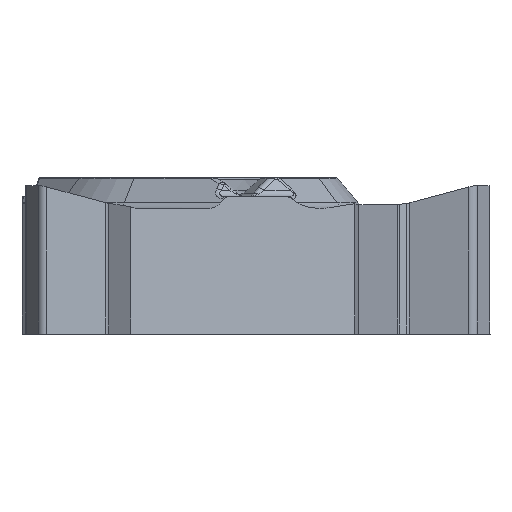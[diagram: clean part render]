
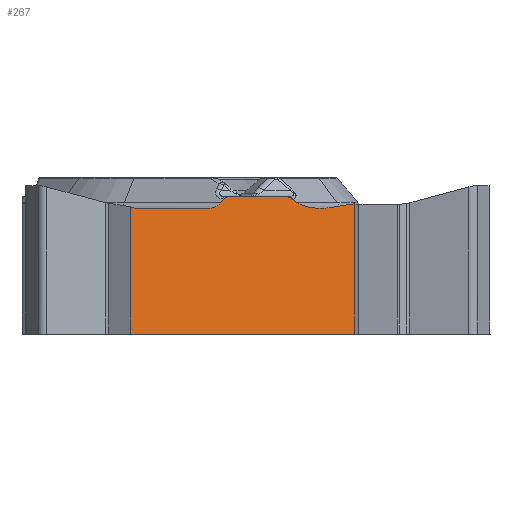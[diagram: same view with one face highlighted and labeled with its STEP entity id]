
A CAD part, front view. The second image highlights one B-rep face of the part: STEP entity #267.
In plain terms, the highlighted planar face has unit normal (0.5, -0.866, 0).
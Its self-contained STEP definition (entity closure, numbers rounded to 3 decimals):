
#267=ADVANCED_FACE('',(#519),#416,.F.);
#416=PLANE('',#3574);
#519=FACE_OUTER_BOUND('',#727,.T.);
#727=EDGE_LOOP('',(#1437,#1438,#1439,#1440,#1441,#1442,#1443,#1444,#1445,
#1446,#1447,#1448,#1449,#1450,#1451,#1452));
#920=CIRCLE('',#3573,0.415);
#1039=ELLIPSE('',#3568,0.83,0.415);
#1040=ELLIPSE('',#3569,0.83,0.415);
#1041=ELLIPSE('',#3570,0.3,0.15);
#1042=ELLIPSE('',#3571,0.177,0.15);
#1043=ELLIPSE('',#3572,0.489,0.415);
#1437=ORIENTED_EDGE('',*,*,#2598,.T.);
#1438=ORIENTED_EDGE('',*,*,#2599,.T.);
#1439=ORIENTED_EDGE('',*,*,#2600,.T.);
#1440=ORIENTED_EDGE('',*,*,#2601,.T.);
#1441=ORIENTED_EDGE('',*,*,#2602,.T.);
#1442=ORIENTED_EDGE('',*,*,#2603,.F.);
#1443=ORIENTED_EDGE('',*,*,#2604,.T.);
#1444=ORIENTED_EDGE('',*,*,#2605,.T.);
#1445=ORIENTED_EDGE('',*,*,#2606,.F.);
#1446=ORIENTED_EDGE('',*,*,#2466,.T.);
#1447=ORIENTED_EDGE('',*,*,#2607,.F.);
#1448=ORIENTED_EDGE('',*,*,#2608,.T.);
#1449=ORIENTED_EDGE('',*,*,#2609,.T.);
#1450=ORIENTED_EDGE('',*,*,#2610,.F.);
#1451=ORIENTED_EDGE('',*,*,#2611,.T.);
#1452=ORIENTED_EDGE('',*,*,#2612,.T.);
#2152=VERTEX_POINT('',#5299);
#2153=VERTEX_POINT('',#5301);
#2231=VERTEX_POINT('',#6048);
#2232=VERTEX_POINT('',#6049);
#2233=VERTEX_POINT('',#6051);
#2234=VERTEX_POINT('',#6053);
#2235=VERTEX_POINT('',#6055);
#2236=VERTEX_POINT('',#6057);
#2237=VERTEX_POINT('',#6059);
#2238=VERTEX_POINT('',#6061);
#2239=VERTEX_POINT('',#6063);
#2240=VERTEX_POINT('',#6066);
#2241=VERTEX_POINT('',#6068);
#2242=VERTEX_POINT('',#6070);
#2243=VERTEX_POINT('',#6072);
#2244=VERTEX_POINT('',#6074);
#2466=EDGE_CURVE('',#2153,#2152,#2934,.T.);
#2598=EDGE_CURVE('',#2231,#2232,#2974,.T.);
#2599=EDGE_CURVE('',#2232,#2233,#2975,.T.);
#2600=EDGE_CURVE('',#2233,#2234,#2976,.T.);
#2601=EDGE_CURVE('',#2234,#2235,#2977,.T.);
#2602=EDGE_CURVE('',#2235,#2236,#1039,.T.);
#2603=EDGE_CURVE('',#2237,#2236,#2978,.T.);
#2604=EDGE_CURVE('',#2237,#2238,#1040,.T.);
#2605=EDGE_CURVE('',#2238,#2239,#2979,.T.);
#2606=EDGE_CURVE('',#2153,#2239,#1041,.T.);
#2607=EDGE_CURVE('',#2240,#2152,#1042,.T.);
#2608=EDGE_CURVE('',#2240,#2241,#2980,.T.);
#2609=EDGE_CURVE('',#2241,#2242,#1043,.T.);
#2610=EDGE_CURVE('',#2243,#2242,#2981,.T.);
#2611=EDGE_CURVE('',#2243,#2244,#920,.T.);
#2612=EDGE_CURVE('',#2244,#2231,#2982,.T.);
#2934=LINE('',#5300,#3162);
#2974=LINE('',#6047,#3202);
#2975=LINE('',#6050,#3203);
#2976=LINE('',#6052,#3204);
#2977=LINE('',#6054,#3205);
#2978=LINE('',#6058,#3206);
#2979=LINE('',#6062,#3207);
#2980=LINE('',#6067,#3208);
#2981=LINE('',#6071,#3209);
#2982=LINE('',#6075,#3210);
#3162=VECTOR('',#3947,1.);
#3202=VECTOR('',#4181,1.);
#3203=VECTOR('',#4182,1.);
#3204=VECTOR('',#4183,1.);
#3205=VECTOR('',#4184,1.);
#3206=VECTOR('',#4187,1.);
#3207=VECTOR('',#4190,1.);
#3208=VECTOR('',#4195,1.);
#3209=VECTOR('',#4198,1.);
#3210=VECTOR('',#4201,1.);
#3568=AXIS2_PLACEMENT_3D('',#6056,#4185,#4186);
#3569=AXIS2_PLACEMENT_3D('',#6060,#4188,#4189);
#3570=AXIS2_PLACEMENT_3D('',#6064,#4191,#4192);
#3571=AXIS2_PLACEMENT_3D('',#6065,#4193,#4194);
#3572=AXIS2_PLACEMENT_3D('',#6069,#4196,#4197);
#3573=AXIS2_PLACEMENT_3D('',#6073,#4199,#4200);
#3574=AXIS2_PLACEMENT_3D('',#6076,#4202,#4203);
#3947=DIRECTION('',(-0.866,-0.5,0.));
#4181=DIRECTION('',(0.,0.,-1.));
#4182=DIRECTION('',(0.866,0.5,0.));
#4183=DIRECTION('',(0.,0.,1.));
#4184=DIRECTION('',(-0.858,-0.496,-0.133));
#4185=DIRECTION('',(-0.5,0.866,0.));
#4186=DIRECTION('',(-0.866,-0.5,0.));
#4187=DIRECTION('',(0.866,0.5,0.));
#4188=DIRECTION('',(-0.5,0.866,0.));
#4189=DIRECTION('',(0.866,0.5,0.));
#4190=DIRECTION('',(-0.744,-0.43,0.512));
#4191=DIRECTION('',(-0.5,0.866,0.));
#4192=DIRECTION('',(0.866,0.5,0.));
#4193=DIRECTION('',(-0.5,0.866,0.));
#4194=DIRECTION('',(-0.866,-0.5,0.));
#4195=DIRECTION('',(-0.609,-0.352,-0.711));
#4196=DIRECTION('',(-0.5,0.866,0.));
#4197=DIRECTION('',(0.866,0.5,0.));
#4198=DIRECTION('',(0.866,0.5,0.));
#4199=DIRECTION('',(-0.5,0.866,0.));
#4200=DIRECTION('',(0.,0.,-1.));
#4201=DIRECTION('',(-0.837,-0.483,0.259));
#4202=DIRECTION('',(-0.5,0.866,0.));
#4203=DIRECTION('',(0.,0.,-1.));
#5299=CARTESIAN_POINT('',(0.803,-5.036,-0.27));
#5300=CARTESIAN_POINT('',(5.129,-2.538,-0.27));
#5301=CARTESIAN_POINT('',(2.286,-4.179,-0.27));
#6047=CARTESIAN_POINT('',(-1.842,-6.563,0.));
#6048=CARTESIAN_POINT('',(-1.842,-6.563,-0.542));
#6049=CARTESIAN_POINT('',(-1.842,-6.563,-3.97));
#6050=CARTESIAN_POINT('',(-0.367,-5.711,-3.97));
#6051=CARTESIAN_POINT('',(4.194,-3.078,-3.97));
#6052=CARTESIAN_POINT('',(4.194,-3.078,0.));
#6053=CARTESIAN_POINT('',(4.194,-3.078,-0.463));
#6054=CARTESIAN_POINT('',(-0.233,-5.634,-1.148));
#6055=CARTESIAN_POINT('',(3.499,-3.479,-0.571));
#6056=CARTESIAN_POINT('',(3.313,-3.587,-0.17));
#6057=CARTESIAN_POINT('',(3.313,-3.587,-0.585));
#6058=CARTESIAN_POINT('',(-0.367,-5.711,-0.585));
#6059=CARTESIAN_POINT('',(3.2,-3.652,-0.585));
#6060=CARTESIAN_POINT('',(3.2,-3.652,-0.17));
#6061=CARTESIAN_POINT('',(2.65,-3.969,-0.437));
#6062=CARTESIAN_POINT('',(0.257,-5.351,1.209));
#6063=CARTESIAN_POINT('',(2.485,-4.064,-0.324));
#6064=CARTESIAN_POINT('',(2.286,-4.179,-0.42));
#6065=CARTESIAN_POINT('',(0.803,-5.036,-0.42));
#6066=CARTESIAN_POINT('',(0.685,-5.104,-0.324));
#6067=CARTESIAN_POINT('',(3.024,-3.754,2.405));
#6068=CARTESIAN_POINT('',(0.588,-5.16,-0.437));
#6069=CARTESIAN_POINT('',(0.264,-5.347,-0.17));
#6070=CARTESIAN_POINT('',(0.264,-5.347,-0.585));
#6071=CARTESIAN_POINT('',(5.129,-2.538,-0.585));
#6072=CARTESIAN_POINT('',(-1.656,-6.456,-0.585));
#6073=CARTESIAN_POINT('',(-1.656,-6.456,-0.17));
#6074=CARTESIAN_POINT('',(-1.749,-6.509,-0.571));
#6075=CARTESIAN_POINT('',(4.545,-2.875,-2.518));
#6076=CARTESIAN_POINT('',(-0.367,-5.711,0.));
